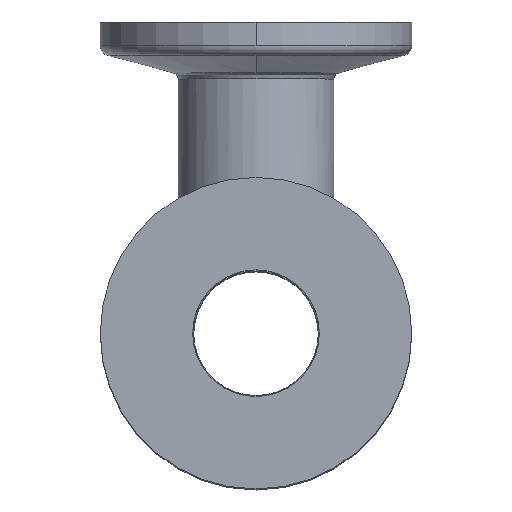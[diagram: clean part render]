
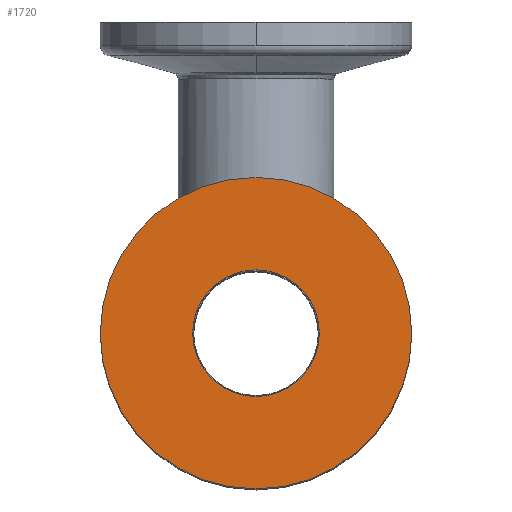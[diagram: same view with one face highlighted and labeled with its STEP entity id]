
A CAD part, top view. The second image highlights one B-rep face of the part: STEP entity #1720.
In plain terms, the highlighted planar face has unit normal (0, 0, 1).
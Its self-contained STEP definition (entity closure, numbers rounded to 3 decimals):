
#310=CARTESIAN_POINT('',(0.0,6.1,54.0));
#311=VERTEX_POINT('',#310);
#320=CARTESIAN_POINT('',(0.,-6.1,54.0));
#321=VERTEX_POINT('',#320);
#322=CARTESIAN_POINT('',(0.0,0.0,54.0));
#323=DIRECTION('',(0.0,0.0,-1.0));
#324=DIRECTION('',(0.0,1.0,0.0));
#325=AXIS2_PLACEMENT_3D('',#322,#323,#324);
#326=CIRCLE('',#325,6.1);
#327=EDGE_CURVE('',#321,#311,#326,.T.);
#352=CARTESIAN_POINT('',(0.0,15.0,54.0));
#353=VERTEX_POINT('',#352);
#362=CARTESIAN_POINT('',(0.,-15.0,54.0));
#363=VERTEX_POINT('',#362);
#364=CARTESIAN_POINT('',(0.0,0.0,54.0));
#365=DIRECTION('',(0.0,0.0,-1.0));
#366=DIRECTION('',(0.0,1.0,0.0));
#367=AXIS2_PLACEMENT_3D('',#364,#365,#366);
#368=CIRCLE('',#367,15.0);
#369=EDGE_CURVE('',#353,#363,#368,.T.);
#1658=CARTESIAN_POINT('',(0.0,0.0,54.0));
#1659=DIRECTION('',(0.0,0.0,-1.0));
#1660=DIRECTION('',(0.0,1.0,0.0));
#1661=AXIS2_PLACEMENT_3D('',#1658,#1659,#1660);
#1662=CIRCLE('',#1661,15.0);
#1663=EDGE_CURVE('',#363,#353,#1662,.T.);
#1697=CARTESIAN_POINT('',(0.0,0.0,54.0));
#1698=DIRECTION('',(0.0,0.0,-1.0));
#1699=DIRECTION('',(0.0,1.0,0.0));
#1700=AXIS2_PLACEMENT_3D('',#1697,#1698,#1699);
#1701=CIRCLE('',#1700,6.1);
#1702=EDGE_CURVE('',#311,#321,#1701,.T.);
#1707=CARTESIAN_POINT('',(0.0,10.55,54.0));
#1708=DIRECTION('',(0.0,0.0,1.0));
#1709=DIRECTION('',(1.0,0.0,0.0));
#1710=AXIS2_PLACEMENT_3D('',#1707,#1708,#1709);
#1711=PLANE('',#1710);
#1712=ORIENTED_EDGE('',*,*,#369,.F.);
#1713=ORIENTED_EDGE('',*,*,#1663,.F.);
#1714=EDGE_LOOP('',(#1712,#1713));
#1715=FACE_OUTER_BOUND('',#1714,.T.);
#1716=ORIENTED_EDGE('',*,*,#1702,.T.);
#1717=ORIENTED_EDGE('',*,*,#327,.T.);
#1718=EDGE_LOOP('',(#1716,#1717));
#1719=FACE_BOUND('',#1718,.T.);
#1720=ADVANCED_FACE('',(#1715,#1719),#1711,.T.);
